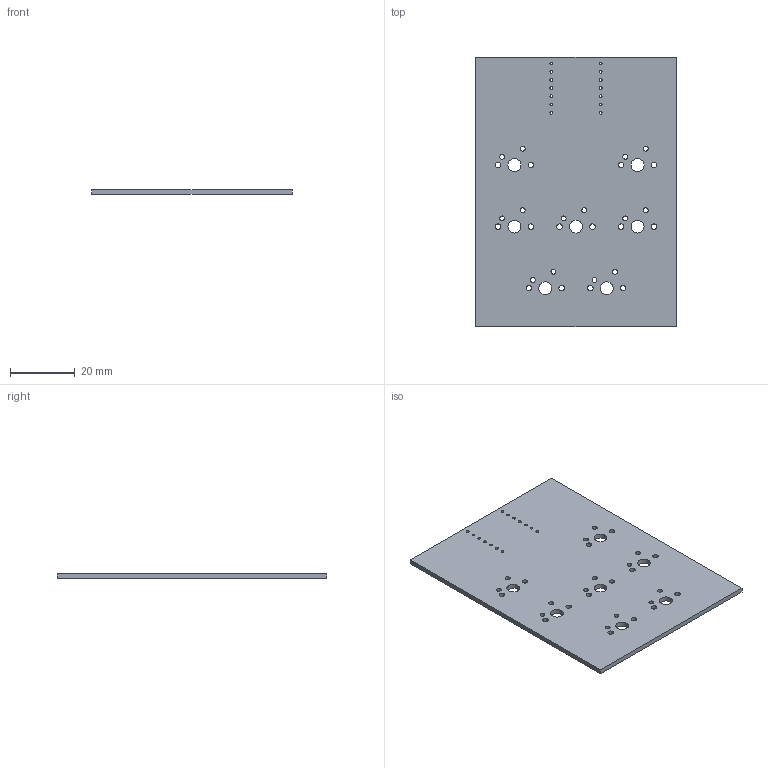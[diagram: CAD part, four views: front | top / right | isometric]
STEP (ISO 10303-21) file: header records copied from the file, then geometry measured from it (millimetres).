
FILE_DESCRIPTION(('KiCad electronic assembly'),'2;1');
FILE_NAME('Macropad_mobo.step','2025-12-07T15:07:12',('Pcbnew'),('Kicad' ),'Open CASCADE STEP processor 7.8','KiCad to STEP converter', 'Unknown');
FILE_SCHEMA(('AUTOMOTIVE_DESIGN { 1 0 10303 214 1 1 1 1 }'));
Length unit declared in the file: millimetre
Products named in the file (2): Macropad_mobo 1; Macropad_PCB
Assembly tree (1 placements, depth 2):
  Macropad_mobo 1
    Macropad_PCB
Bounding box: 61.91 x 83.34 x 1.51 mm (x, y, z)
Volume: 7560.3 mm3; surface area: 10856.8 mm2
Topology: 1 solids, 1 shells, 55 faces, 159 edges, 106 vertices
Faces by surface type: cylinder 49, plane 6
Full cylindrical faces by diameter (mm): 0.889 x14, 1.5 x14, 1.7 x14, 4 x7
Entity records: 2104 total; most frequent: DIRECTION 371, CARTESIAN_POINT 322, ORIENTED_EDGE 318, EDGE_CURVE 159, AXIS2_PLACEMENT_3D 155, FACE_BOUND 153, EDGE_LOOP 153, VERTEX_POINT 106
